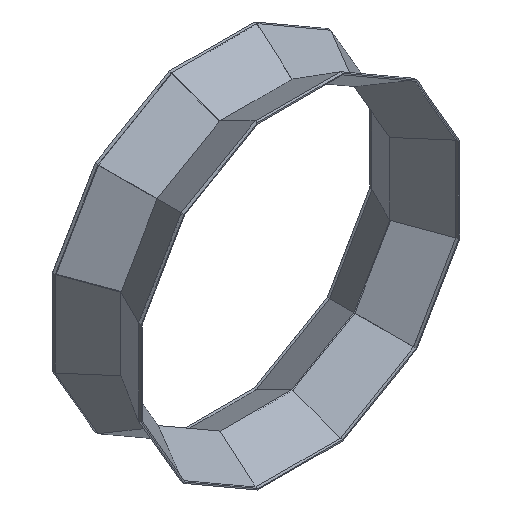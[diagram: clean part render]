
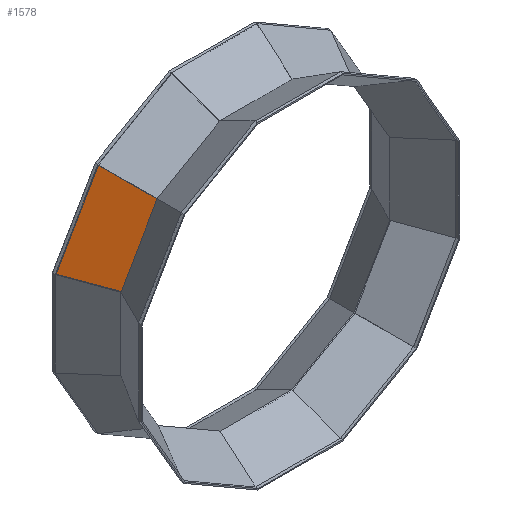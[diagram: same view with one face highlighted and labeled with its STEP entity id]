
A CAD part, isometric view. The second image highlights one B-rep face of the part: STEP entity #1578.
In plain terms, the highlighted planar face has unit normal (-0.75, -0.5, 0.433).
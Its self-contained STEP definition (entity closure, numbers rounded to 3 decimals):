
#82=FACE_OUTER_BOUND('',#181,.T.);
#181=EDGE_LOOP('',(#1263,#1264,#1265,#1266));
#333=LINE('',#2386,#549);
#367=LINE('',#2454,#583);
#369=LINE('',#2458,#585);
#370=LINE('',#2459,#586);
#549=VECTOR('',#1956,10.);
#583=VECTOR('',#2016,10.);
#585=VECTOR('',#2020,10.);
#586=VECTOR('',#2021,10.);
#713=VERTEX_POINT('',#2379);
#715=VERTEX_POINT('',#2385);
#736=VERTEX_POINT('',#2453);
#737=VERTEX_POINT('',#2457);
#885=EDGE_CURVE('',#713,#715,#333,.T.);
#919=EDGE_CURVE('',#736,#715,#367,.T.);
#921=EDGE_CURVE('',#737,#713,#369,.T.);
#922=EDGE_CURVE('',#737,#736,#370,.T.);
#1263=ORIENTED_EDGE('',*,*,#919,.T.);
#1264=ORIENTED_EDGE('',*,*,#885,.F.);
#1265=ORIENTED_EDGE('',*,*,#921,.F.);
#1266=ORIENTED_EDGE('',*,*,#922,.T.);
#1480=PLANE('',#1699);
#1578=ADVANCED_FACE('',(#82),#1480,.T.);
#1699=AXIS2_PLACEMENT_3D('',#2456,#2018,#2019);
#1956=DIRECTION('',(0.5,0.,0.866));
#2016=DIRECTION('',(-0.363,0.858,0.363));
#2018=DIRECTION('center_axis',(-0.75,-0.5,0.433));
#2019=DIRECTION('ref_axis',(-0.5,0.,-0.866));
#2020=DIRECTION('',(-0.496,0.858,0.133));
#2021=DIRECTION('',(0.5,0.,0.866));
#2379=CARTESIAN_POINT('',(-68.75,36.,18.421));
#2385=CARTESIAN_POINT('',(-50.328,36.,50.328));
#2386=CARTESIAN_POINT('',(-68.75,36.,18.421));
#2453=CARTESIAN_POINT('',(-42.721,18.,42.721));
#2454=CARTESIAN_POINT('',(-45.704,25.059,45.704));
#2456=CARTESIAN_POINT('Origin',(-62.833,27.,18.277));
#2457=CARTESIAN_POINT('',(-58.358,18.,15.637));
#2458=CARTESIAN_POINT('',(-62.433,25.059,16.729));
#2459=CARTESIAN_POINT('',(-54.436,18.,22.429));
